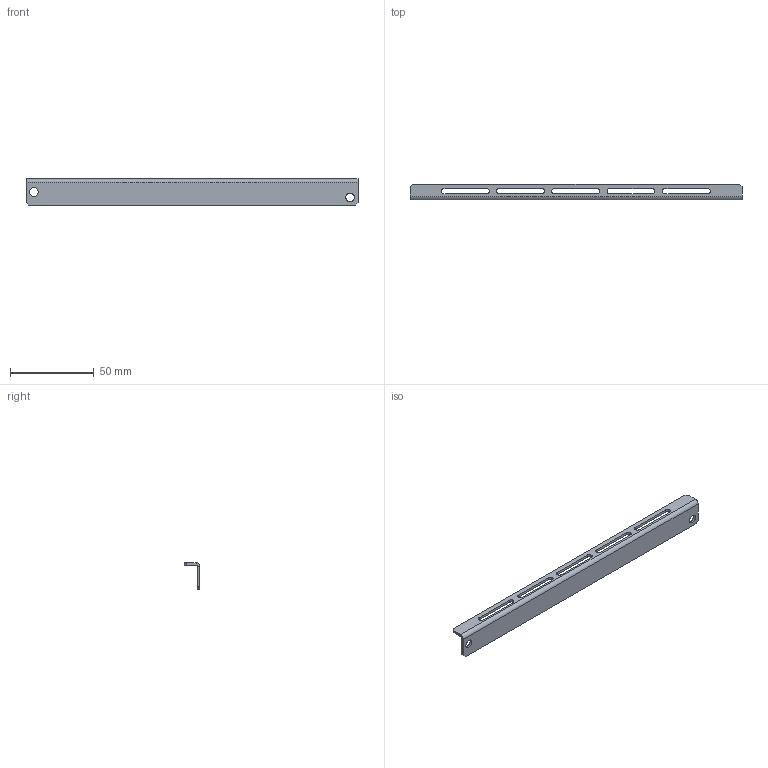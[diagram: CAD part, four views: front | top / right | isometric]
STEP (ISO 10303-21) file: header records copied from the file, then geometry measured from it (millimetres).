
FILE_DESCRIPTION (( 'STEP AP214' ), '1' );
FILE_NAME ('am-3301 DART 6 Sensor Bracket REV2.STEP', '2018-06-26T13:04:38', ( '' ), ( '' ), 'SwSTEP 2.0', 'SolidWorks 2017', '' );
FILE_SCHEMA (( 'AUTOMOTIVE_DESIGN' ));
Length unit declared in the file: inch
Products named in the file (1): am-3301 DART 6 Sensor Bracket REV2
Bounding box: 198.44 x 9.53 x 15.88 mm (x, y, z)
Volume: 6258.1 mm3; surface area: 9396.5 mm2
Topology: 1 solids, 1 shells, 47 faces, 127 edges, 82 vertices
Faces by surface type: plane 26, cylinder 21
Entity records: 1547 total; most frequent: DIRECTION 265, CARTESIAN_POINT 257, ORIENTED_EDGE 254, EDGE_CURVE 127, AXIS2_PLACEMENT_3D 90, LINE 85, VECTOR 85, VERTEX_POINT 82
